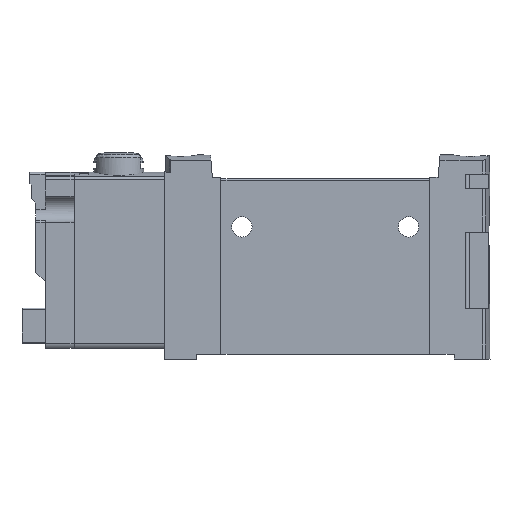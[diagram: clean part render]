
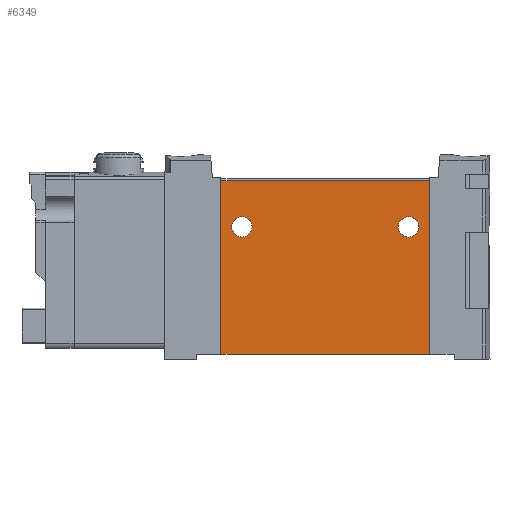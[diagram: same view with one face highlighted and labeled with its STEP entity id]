
A CAD part, top view. The second image highlights one B-rep face of the part: STEP entity #6349.
In plain terms, the highlighted planar face has unit normal (0, 0, 1).
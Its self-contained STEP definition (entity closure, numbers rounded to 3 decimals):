
#64=PLANE('',#6819);
#382=CIRCLE('',#6820,1.65);
#383=CIRCLE('',#6821,1.65);
#598=LINE('',#9519,#1292);
#644=LINE('',#9617,#1338);
#668=LINE('',#9712,#1362);
#670=LINE('',#9719,#1364);
#1292=VECTOR('',#7493,1000.);
#1338=VECTOR('',#7555,1000.);
#1362=VECTOR('',#7655,1000.);
#1364=VECTOR('',#7663,1000.);
#2215=ORIENTED_EDGE('',*,*,#4059,.F.);
#2216=ORIENTED_EDGE('',*,*,#4060,.F.);
#2217=ORIENTED_EDGE('',*,*,#3956,.T.);
#2218=ORIENTED_EDGE('',*,*,#4061,.F.);
#2219=ORIENTED_EDGE('',*,*,#4006,.F.);
#2220=ORIENTED_EDGE('',*,*,#4057,.T.);
#3956=EDGE_CURVE('',#4894,#4893,#598,.T.);
#4006=EDGE_CURVE('',#4937,#4932,#644,.T.);
#4057=EDGE_CURVE('',#4937,#4894,#668,.T.);
#4059=EDGE_CURVE('',#4971,#4971,#382,.F.);
#4060=EDGE_CURVE('',#4972,#4972,#383,.F.);
#4061=EDGE_CURVE('',#4932,#4893,#670,.T.);
#4893=VERTEX_POINT('',#9518);
#4894=VERTEX_POINT('',#9520);
#4932=VERTEX_POINT('',#9605);
#4937=VERTEX_POINT('',#9616);
#4971=VERTEX_POINT('',#9716);
#4972=VERTEX_POINT('',#9718);
#5462=EDGE_LOOP('',(#2215));
#5463=EDGE_LOOP('',(#2216));
#5464=EDGE_LOOP('',(#2217,#2218,#2219,#2220));
#5873=FACE_BOUND('',#5462,.T.);
#5874=FACE_BOUND('',#5463,.T.);
#5875=FACE_BOUND('',#5464,.T.);
#6349=ADVANCED_FACE('',(#5873,#5874,#5875),#64,.F.);
#6819=AXIS2_PLACEMENT_3D('',#9714,#7657,#7658);
#6820=AXIS2_PLACEMENT_3D('',#9715,#7659,#7660);
#6821=AXIS2_PLACEMENT_3D('',#9717,#7661,#7662);
#7493=DIRECTION('',(0.,-1.,0.));
#7555=DIRECTION('',(0.,-1.,0.));
#7655=DIRECTION('',(-1.,0.,0.));
#7657=DIRECTION('',(0.,0.,-1.));
#7658=DIRECTION('',(-1.,0.,0.));
#7659=DIRECTION('',(0.,0.,-1.));
#7660=DIRECTION('',(-1.,0.,0.));
#7661=DIRECTION('',(0.,0.,-1.));
#7662=DIRECTION('',(-1.,0.,0.));
#7663=DIRECTION('',(-1.,0.,0.));
#9518=CARTESIAN_POINT('',(-16.9,0.,5.1));
#9519=CARTESIAN_POINT('',(-16.9,28.15,5.1));
#9520=CARTESIAN_POINT('',(-16.9,28.15,5.1));
#9605=CARTESIAN_POINT('',(16.9,0.,5.1));
#9616=CARTESIAN_POINT('',(16.9,28.15,5.1));
#9617=CARTESIAN_POINT('',(16.9,28.15,5.1));
#9712=CARTESIAN_POINT('',(16.9,28.15,5.1));
#9714=CARTESIAN_POINT('',(16.9,28.15,5.1));
#9715=CARTESIAN_POINT('',(13.5,20.65,5.1));
#9716=CARTESIAN_POINT('',(11.85,20.65,5.1));
#9717=CARTESIAN_POINT('',(-13.5,20.65,5.1));
#9718=CARTESIAN_POINT('',(-15.15,20.65,5.1));
#9719=CARTESIAN_POINT('',(16.9,0.,5.1));
